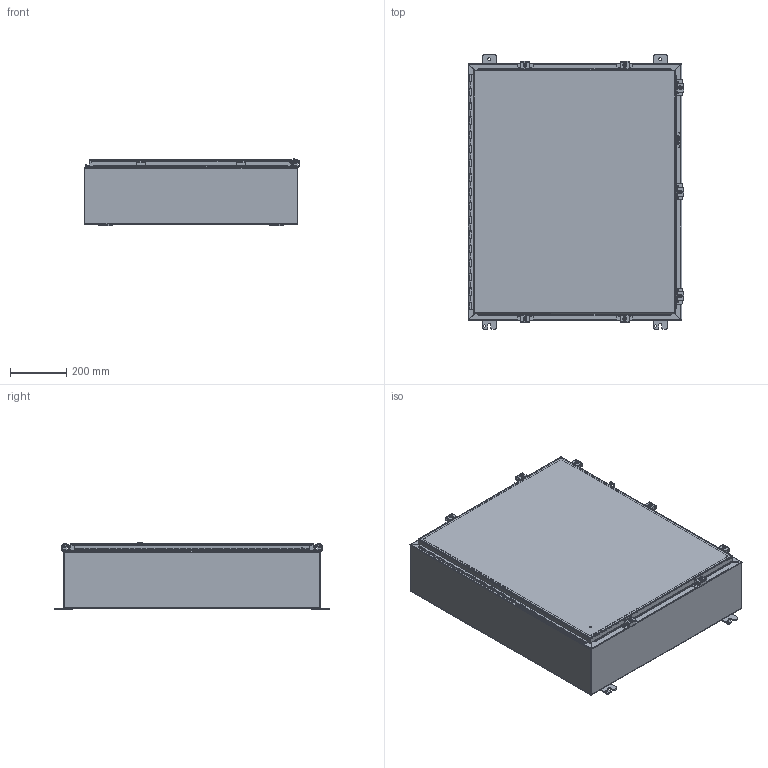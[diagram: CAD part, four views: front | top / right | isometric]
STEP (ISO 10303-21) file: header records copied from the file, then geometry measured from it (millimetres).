
FILE_DESCRIPTION (( 'STEP AP214' ), '1' );
FILE_NAME ('N4363008.STEP', '2016-02-04T13:52:24', ( '' ), ( '' ), 'SwSTEP 2.0', 'SolidWorks 2014', '' );
FILE_SCHEMA (( 'AUTOMOTIVE_DESIGN' ));
Length unit declared in the file: inch
Products named in the file (19): 328107_1; 328107P-1_1; 328107L_1; 328107T_1; N43630LID_1; 38846_1; 34x28_1; 32911_1; N4363008BKP_1; 38420_1; 34840_1; N4363008; 30817_1; 30824_1; HFW30825-4_1; HFW30825-3_1; HFW30825-2_1; 30824-1_1; 388116_1
Assembly tree (38 placements, depth 3):
  N4363008
    34840_1  x4
    38420_1
    N4363008BKP_1
    32911_1
    34x28_1
    38846_1
    N43630LID_1
    328107_1
      328107T_1
      328107L_1
      328107P-1_1
    388116_1  x6
    30824_1  x7
      30824-1_1
      HFW30825-2_1
      HFW30825-3_1
      HFW30825-4_1
    30817_1  x7
Bounding box: 769.89 x 977.9 x 239.02 mm (x, y, z)
Volume: 4656938.6 mm3; surface area: 4820082.5 mm2
Topology: 54 solids, 54 shells, 2404 faces, 6206 edges, 4002 vertices
Faces by surface type: cylinder 1087, plane 930, bspline 201, torus 100, cone 44, sphere 42
Entity records: 53013 total; most frequent: CARTESIAN_POINT 12425, DIRECTION 6240, ORIENTED_EDGE 6024, EDGE_CURVE 3012, AXIS2_PLACEMENT_3D 2252, VERTEX_POINT 1940, VECTOR 1736, LINE 1736
